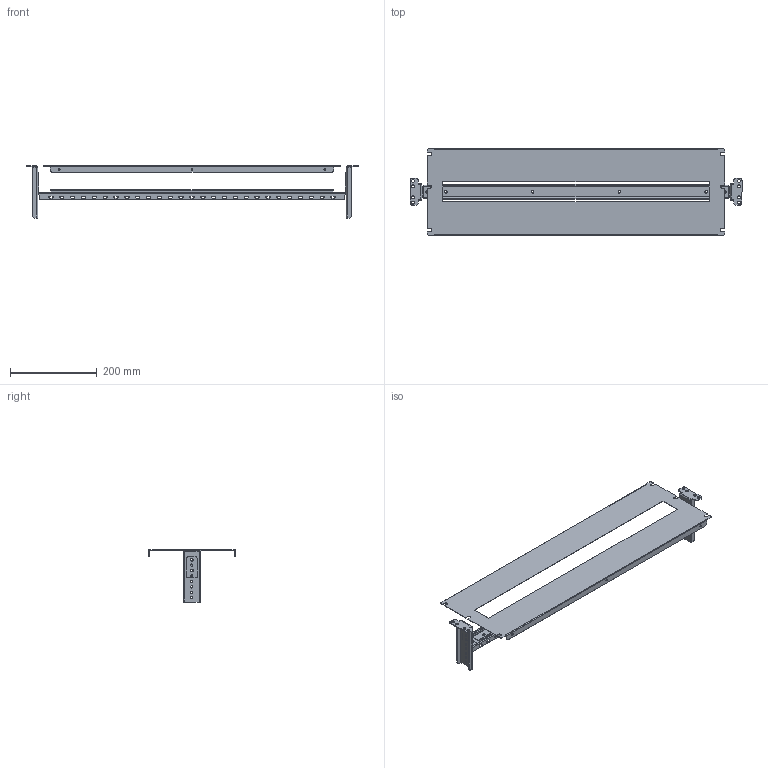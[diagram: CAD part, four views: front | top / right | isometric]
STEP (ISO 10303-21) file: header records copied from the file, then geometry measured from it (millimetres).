
FILE_DESCRIPTION (( 'STEP AP214' ), '1' );
FILE_NAME ('YKM40D-FO-MCV-020-080 FORMAT Êîìïëåêò óñòàíîâêè ìîäóëüíîãî àâòîìàòè÷åñêîãî âûêëþ÷àòåëÿ (âíóòðåííÿÿ äâåðü) 200õ800ìì IEK.STEP', '2022-05-30T09:10:30', ( '' ), ( '' ), 'SwSTEP 2.0', 'SolidWorks 2017', '' );
FILE_SCHEMA (( 'AUTOMOTIVE_DESIGN' ));
Length unit declared in the file: millimetre
Products named in the file (1): YKM40D-FO-MCV-020-080 FORMAT Êîìïëåêò óñòàíîâêè ìîäóëüíîãî àâòîìàòè÷åñêîãî âûêëþ÷àòåëÿ (âíóòðåííÿÿ äâåðü) 200õ800ìì IEK
Bounding box: 765 x 199.6 x 120 mm (x, y, z)
Volume: 212925.5 mm3; surface area: 434710.7 mm2
Topology: 7 solids, 7 shells, 555 faces, 1515 edges, 974 vertices
Faces by surface type: plane 280, cylinder 275
Entity records: 24176 total; most frequent: DIRECTION 3181, CARTESIAN_POINT 3045, ORIENTED_EDGE 3030, EDGE_CURVE 1515, AXIS2_PLACEMENT_3D 1110, VERTEX_POINT 974, VECTOR 961, LINE 961
